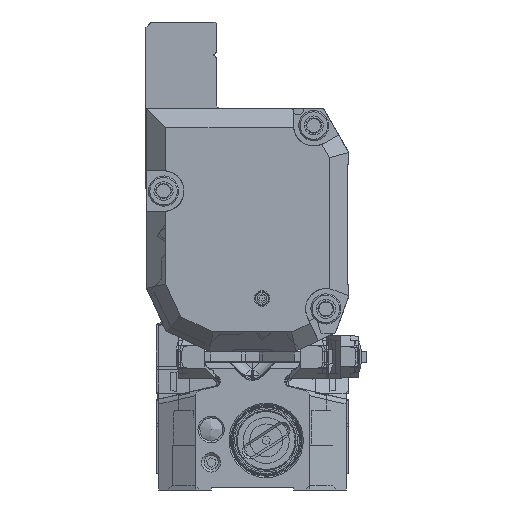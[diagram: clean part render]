
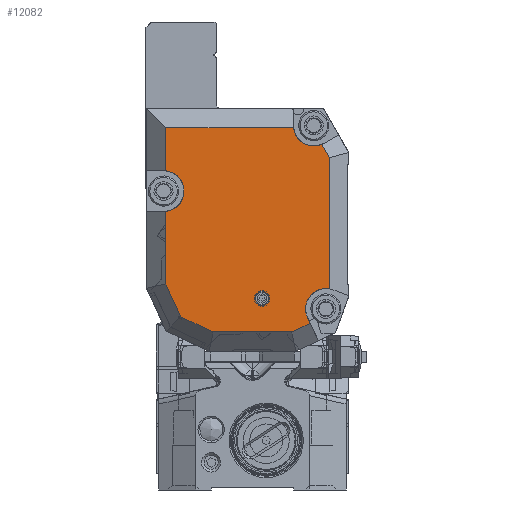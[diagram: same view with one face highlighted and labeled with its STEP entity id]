
A CAD part, front view. The second image highlights one B-rep face of the part: STEP entity #12082.
In plain terms, the highlighted planar face has unit normal (0, -1, 0).
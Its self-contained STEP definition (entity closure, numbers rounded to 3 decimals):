
#7836=FACE_BOUND('',#22948,.T.);
#7837=FACE_BOUND('',#22949,.T.);
#12082=ADVANCED_FACE('',(#7836,#7837),#14393,.F.);
#14393=PLANE('',#88310);
#22948=EDGE_LOOP('',(#46055,#46056,#46057,#46058,#46059,#46060,#46061,#46062,
#46063,#46064,#46065,#46066,#46067));
#22949=EDGE_LOOP('',(#46068));
#46055=ORIENTED_EDGE('',*,*,#65510,.T.);
#46056=ORIENTED_EDGE('',*,*,#65511,.T.);
#46057=ORIENTED_EDGE('',*,*,#65512,.T.);
#46058=ORIENTED_EDGE('',*,*,#65513,.T.);
#46059=ORIENTED_EDGE('',*,*,#65514,.T.);
#46060=ORIENTED_EDGE('',*,*,#65515,.T.);
#46061=ORIENTED_EDGE('',*,*,#65516,.T.);
#46062=ORIENTED_EDGE('',*,*,#65517,.T.);
#46063=ORIENTED_EDGE('',*,*,#65518,.T.);
#46064=ORIENTED_EDGE('',*,*,#65519,.T.);
#46065=ORIENTED_EDGE('',*,*,#65520,.T.);
#46066=ORIENTED_EDGE('',*,*,#65521,.T.);
#46067=ORIENTED_EDGE('',*,*,#65522,.T.);
#46068=ORIENTED_EDGE('',*,*,#65523,.T.);
#53910=VERTEX_POINT('',#151419);
#53911=VERTEX_POINT('',#151420);
#53912=VERTEX_POINT('',#151422);
#53913=VERTEX_POINT('',#151424);
#53914=VERTEX_POINT('',#151426);
#53915=VERTEX_POINT('',#151428);
#53916=VERTEX_POINT('',#151430);
#53917=VERTEX_POINT('',#151432);
#53918=VERTEX_POINT('',#151434);
#53919=VERTEX_POINT('',#151436);
#53920=VERTEX_POINT('',#151438);
#53921=VERTEX_POINT('',#151440);
#53922=VERTEX_POINT('',#151442);
#53923=VERTEX_POINT('',#151445);
#65510=EDGE_CURVE('',#53910,#53911,#81311,.T.);
#65511=EDGE_CURVE('',#53911,#53912,#72220,.T.);
#65512=EDGE_CURVE('',#53912,#53913,#72221,.T.);
#65513=EDGE_CURVE('',#53913,#53914,#81312,.T.);
#65514=EDGE_CURVE('',#53914,#53915,#72222,.T.);
#65515=EDGE_CURVE('',#53915,#53916,#72223,.T.);
#65516=EDGE_CURVE('',#53916,#53917,#81313,.T.);
#65517=EDGE_CURVE('',#53917,#53918,#72224,.T.);
#65518=EDGE_CURVE('',#53918,#53919,#72225,.T.);
#65519=EDGE_CURVE('',#53919,#53920,#72226,.T.);
#65520=EDGE_CURVE('',#53920,#53921,#72227,.T.);
#65521=EDGE_CURVE('',#53921,#53922,#72228,.T.);
#65522=EDGE_CURVE('',#53922,#53910,#72229,.T.);
#65523=EDGE_CURVE('',#53923,#53923,#81314,.T.);
#72220=LINE('',#151421,#79007);
#72221=LINE('',#151423,#79008);
#72222=LINE('',#151427,#79009);
#72223=LINE('',#151429,#79010);
#72224=LINE('',#151433,#79011);
#72225=LINE('',#151435,#79012);
#72226=LINE('',#151437,#79013);
#72227=LINE('',#151439,#79014);
#72228=LINE('',#151441,#79015);
#72229=LINE('',#151443,#79016);
#79007=VECTOR('',#109031,1.);
#79008=VECTOR('',#109032,1.);
#79009=VECTOR('',#109035,1.);
#79010=VECTOR('',#109036,1.);
#79011=VECTOR('',#109039,1.);
#79012=VECTOR('',#109040,1.);
#79013=VECTOR('',#109041,1.);
#79014=VECTOR('',#109042,1.);
#79015=VECTOR('',#109043,1.);
#79016=VECTOR('',#109044,1.);
#81311=CIRCLE('',#88306,3.7);
#81312=CIRCLE('',#88307,3.7);
#81313=CIRCLE('',#88308,3.7);
#81314=CIRCLE('',#88309,1.3);
#88306=AXIS2_PLACEMENT_3D('',#151418,#109029,#109030);
#88307=AXIS2_PLACEMENT_3D('',#151425,#109033,#109034);
#88308=AXIS2_PLACEMENT_3D('',#151431,#109037,#109038);
#88309=AXIS2_PLACEMENT_3D('',#151444,#109045,#109046);
#88310=AXIS2_PLACEMENT_3D('',#151446,#109047,#109048);
#109029=DIRECTION('',(0.,1.,0.));
#109030=DIRECTION('',(-1.,0.,0.));
#109031=DIRECTION('',(0.,0.,1.));
#109032=DIRECTION('',(-0.5,0.,0.866));
#109033=DIRECTION('',(0.,1.,0.));
#109034=DIRECTION('',(-1.,0.,0.));
#109035=DIRECTION('',(-1.,0.,0.));
#109036=DIRECTION('',(0.,0.,-1.));
#109037=DIRECTION('',(0.,1.,0.));
#109038=DIRECTION('',(-1.,0.,0.));
#109039=DIRECTION('',(0.,0.,-1.));
#109040=DIRECTION('',(0.419,0.,-0.908));
#109041=DIRECTION('',(0.905,0.,-0.426));
#109042=DIRECTION('',(1.,0.,0.));
#109043=DIRECTION('',(0.905,0.,0.426));
#109044=DIRECTION('',(-0.426,0.,0.905));
#109045=DIRECTION('',(0.,1.,0.));
#109046=DIRECTION('',(0.,0.,1.));
#109047=DIRECTION('',(0.,1.,0.));
#109048=DIRECTION('',(0.,0.,1.));
#151418=CARTESIAN_POINT('',(32.85,-8.,-52.11));
#151419=CARTESIAN_POINT('',(29.503,-8.,-53.687));
#151420=CARTESIAN_POINT('',(33.5,-8.,-48.468));
#151421=CARTESIAN_POINT('',(33.5,-8.,-46.706));
#151422=CARTESIAN_POINT('',(33.5,-8.,-24.648));
#151423=CARTESIAN_POINT('',(44.864,-8.,-44.331));
#151424=CARTESIAN_POINT('',(32.096,-8.,-22.216));
#151425=CARTESIAN_POINT('',(30.65,-8.,-18.81));
#151426=CARTESIAN_POINT('',(26.972,-8.,-19.21));
#151427=CARTESIAN_POINT('',(40.75,-8.,-19.21));
#151428=CARTESIAN_POINT('',(3.75,-8.,-19.21));
#151429=CARTESIAN_POINT('',(3.75,-8.,-46.706));
#151430=CARTESIAN_POINT('',(3.75,-8.,-27.032));
#151431=CARTESIAN_POINT('',(3.35,-8.,-30.71));
#151432=CARTESIAN_POINT('',(3.75,-8.,-34.388));
#151433=CARTESIAN_POINT('',(3.75,-8.,-46.706));
#151434=CARTESIAN_POINT('',(3.75,-8.,-47.584));
#151435=CARTESIAN_POINT('',(9.912,-8.,-60.937));
#151436=CARTESIAN_POINT('',(6.493,-8.,-53.528));
#151437=CARTESIAN_POINT('',(31.901,-8.,-65.495));
#151438=CARTESIAN_POINT('',(12.378,-8.,-56.3));
#151439=CARTESIAN_POINT('',(40.75,-8.,-56.3));
#151440=CARTESIAN_POINT('',(26.622,-8.,-56.3));
#151441=CARTESIAN_POINT('',(41.883,-8.,-49.112));
#151442=CARTESIAN_POINT('',(29.987,-8.,-54.715));
#151443=CARTESIAN_POINT('',(31.478,-8.,-57.881));
#151444=CARTESIAN_POINT('',(21.25,-8.,-50.21));
#151445=CARTESIAN_POINT('',(21.25,-8.,-48.91));
#151446=CARTESIAN_POINT('',(40.75,-8.,-46.706));
